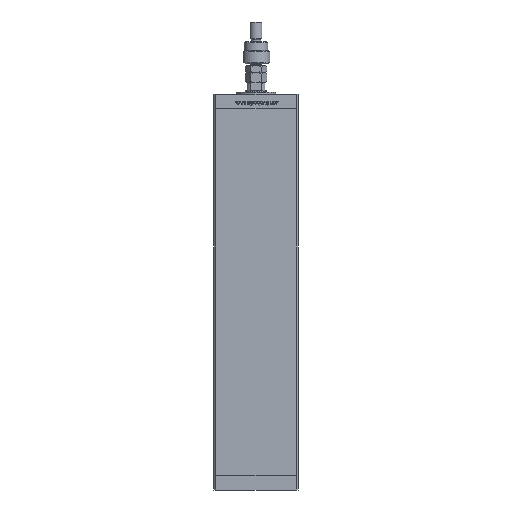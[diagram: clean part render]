
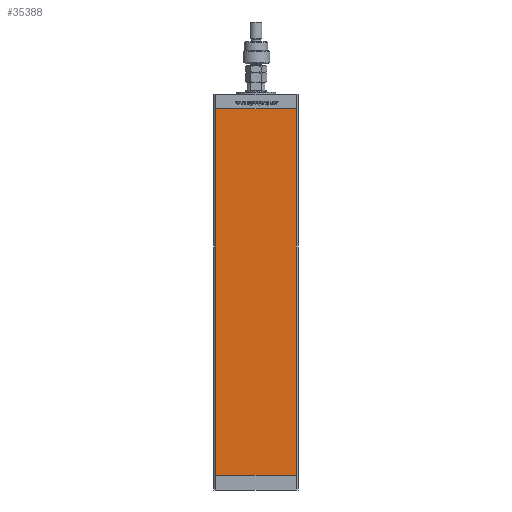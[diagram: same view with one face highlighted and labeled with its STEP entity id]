
A CAD part, front view. The second image highlights one B-rep face of the part: STEP entity #35388.
In plain terms, the highlighted planar face has unit normal (0, -1, 0).
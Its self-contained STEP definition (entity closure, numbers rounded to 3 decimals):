
#3164 = DIRECTION ( 'NONE',  ( 0., 1., 0. ) ) ;
#6035 = CARTESIAN_POINT ( 'NONE',  ( -40.5, -37.5, 368.5 ) ) ;
#8792 = CARTESIAN_POINT ( 'NONE',  ( -40.5, -37.5, 0. ) ) ;
#9901 = ORIENTED_EDGE ( 'NONE', *, *, #24345, .F. ) ;
#10499 = CARTESIAN_POINT ( 'NONE',  ( -40.5, -37.5, 368.5 ) ) ;
#12051 = PLANE ( 'NONE',  #44873 ) ;
#12816 = VERTEX_POINT ( 'NONE', #50340 ) ;
#13669 = ORIENTED_EDGE ( 'NONE', *, *, #14137, .F. ) ;
#14137 = EDGE_CURVE ( 'NONE', #12816, #49992, #19762, .T. ) ;
#15948 = FACE_OUTER_BOUND ( 'NONE', #17548, .T. ) ;
#15990 = EDGE_CURVE ( 'NONE', #21741, #49992, #46899, .T. ) ;
#16219 = DIRECTION ( 'NONE',  ( 0., 0., 1. ) ) ;
#17209 = CARTESIAN_POINT ( 'NONE',  ( -40.5, -37.5, 368.5 ) ) ;
#17548 = EDGE_LOOP ( 'NONE', ( #33117, #13669, #9901, #32147 ) ) ;
#17967 = VERTEX_POINT ( 'NONE', #6035 ) ;
#19762 = LINE ( 'NONE', #32799, #21550 ) ;
#21550 = VECTOR ( 'NONE', #36726, 1000. ) ;
#21741 = VERTEX_POINT ( 'NONE', #49354 ) ;
#24345 = EDGE_CURVE ( 'NONE', #17967, #12816, #54494, .T. ) ;
#26868 = VECTOR ( 'NONE', #54219, 1000. ) ;
#32147 = ORIENTED_EDGE ( 'NONE', *, *, #47114, .T. ) ;
#32799 = CARTESIAN_POINT ( 'NONE',  ( 40.5, -37.5, 368.5 ) ) ;
#33117 = ORIENTED_EDGE ( 'NONE', *, *, #15990, .T. ) ;
#34036 = VECTOR ( 'NONE', #43273, 1000. ) ;
#35388 = ADVANCED_FACE ( 'NONE', ( #15948 ), #12051, .F. ) ;
#36726 = DIRECTION ( 'NONE',  ( 0., 0., -1. ) ) ;
#40515 = DIRECTION ( 'NONE',  ( 0., 0., -1. ) ) ;
#41247 = CARTESIAN_POINT ( 'NONE',  ( -40.5, -37.5, 368.5 ) ) ;
#43273 = DIRECTION ( 'NONE',  ( 1., 0., 0. ) ) ;
#43455 = VECTOR ( 'NONE', #40515, 1000. ) ;
#44873 = AXIS2_PLACEMENT_3D ( 'NONE', #41247, #3164, #16219 ) ;
#46899 = LINE ( 'NONE', #8792, #34036 ) ;
#47114 = EDGE_CURVE ( 'NONE', #17967, #21741, #48607, .T. ) ;
#48607 = LINE ( 'NONE', #10499, #43455 ) ;
#49354 = CARTESIAN_POINT ( 'NONE',  ( -40.5, -37.5, 0. ) ) ;
#49992 = VERTEX_POINT ( 'NONE', #51756 ) ;
#50340 = CARTESIAN_POINT ( 'NONE',  ( 40.5, -37.5, 368.5 ) ) ;
#51756 = CARTESIAN_POINT ( 'NONE',  ( 40.5, -37.5, 0. ) ) ;
#54219 = DIRECTION ( 'NONE',  ( 1., 0., 0. ) ) ;
#54494 = LINE ( 'NONE', #17209, #26868 ) ;
